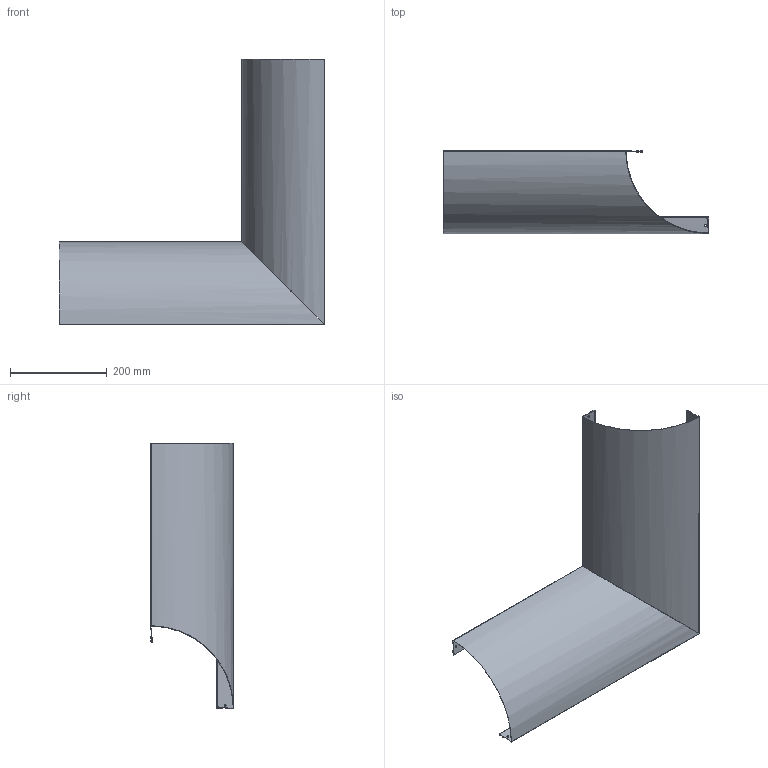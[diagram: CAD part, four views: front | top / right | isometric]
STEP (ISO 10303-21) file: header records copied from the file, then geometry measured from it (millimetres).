
FILE_DESCRIPTION(/* description */ ('Del 1 (H)'),/* implementation_level */ '2;1');
FILE_NAME(/* name */ 'IHA-100.stp',/* time_stamp */ '2016-01-28T09:03:17+01:00',/* author */ ('TW'),/* organization */ (''),/* preprocessor_version */ 'ST-DEVELOPER v15.6',/* originating_system */ 'Autodesk Inventor 2015',/* authorisation */ '');
FILE_SCHEMA (('AUTOMOTIVE_DESIGN { 1 0 10303 214 3 1 1 }'));
Length unit declared in the file: millimetre
Products named in the file (3): IHA-01; IHA-01_MIR; IHA-100
Assembly tree (2 placements, depth 2):
  IHA-100
    IHA-01
    IHA-01_MIR
Bounding box: 550.18 x 171.97 x 550.18 mm (x, y, z)
Volume: 163922 mm3; surface area: 657476.1 mm2
Topology: 2 solids, 2 shells, 106 faces, 256 edges, 154 vertices
Faces by surface type: plane 64, cylinder 38, bspline 4
Full cylindrical faces by diameter (mm): 4 x8
Entity records: 3431 total; most frequent: CARTESIAN_POINT 825, DIRECTION 532, ORIENTED_EDGE 496, EDGE_CURVE 248, AXIS2_PLACEMENT_3D 193, VERTEX_POINT 154, LINE 146, VECTOR 146
